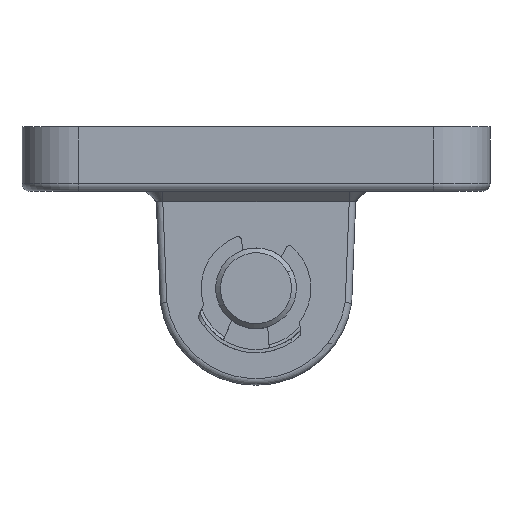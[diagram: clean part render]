
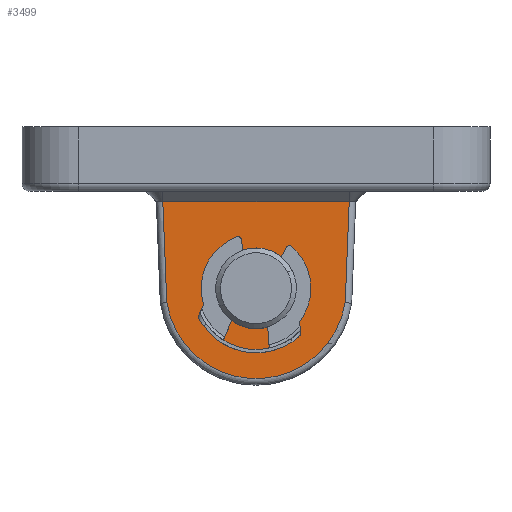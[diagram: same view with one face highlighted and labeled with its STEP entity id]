
A CAD part, front view. The second image highlights one B-rep face of the part: STEP entity #3499.
In plain terms, the highlighted planar face has unit normal (0, -1, 0).
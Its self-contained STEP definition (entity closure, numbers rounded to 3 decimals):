
#670 = VERTEX_POINT ( 'NONE', #793 ) ;
#673 = VERTEX_POINT ( 'NONE', #795 ) ;
#678 = VERTEX_POINT ( 'NONE', #798 ) ;
#679 = VERTEX_POINT ( 'NONE', #799 ) ;
#793 = CARTESIAN_POINT ( 'NONE',  ( 44.853, 7.5, -34.433 ) ) ;
#795 = CARTESIAN_POINT ( 'NONE',  ( 43.624, 7.5, -3.125 ) ) ;
#798 = CARTESIAN_POINT ( 'NONE',  ( 100.147, 7.5, -34.433 ) ) ;
#799 = CARTESIAN_POINT ( 'NONE',  ( 101.376, 7.5, -3.125 ) ) ;
#1313 = EDGE_LOOP ( 'NONE', ( #4197, #4196 ) ) ;
#1316 = EDGE_LOOP ( 'NONE', ( #4201, #4200, #4199, #4198 ) ) ;
#1449 = CARTESIAN_POINT ( 'NONE',  ( 72.5, 7.5, -30. ) ) ;
#1455 = PLANE ( 'NONE',  #6392 ) ;
#1456 = DIRECTION ( 'NONE',  ( 0., 1., 0. ) ) ;
#1457 = DIRECTION ( 'NONE',  ( 0., 0., 1. ) ) ;
#2142 = EDGE_CURVE ( 'NONE', #5810, #5812, #2710, .T. ) ;
#2254 = EDGE_CURVE ( 'NONE', #5812, #5810, #2883, .T. ) ;
#2265 = EDGE_CURVE ( 'NONE', #673, #670, #2897, .T. ) ;
#2266 = EDGE_CURVE ( 'NONE', #679, #673, #2901, .T. ) ;
#2267 = EDGE_CURVE ( 'NONE', #678, #679, #2905, .T. ) ;
#2268 = EDGE_CURVE ( 'NONE', #670, #678, #2909, .T. ) ;
#2710 = CIRCLE ( 'NONE', #6194, 12.5 ) ;
#2883 = CIRCLE ( 'NONE', #6229, 12.5 ) ;
#2897 = LINE ( 'NONE', #4393, #2899 ) ;
#2899 = VECTOR ( 'NONE', #4394, 1000. ) ;
#2901 = LINE ( 'NONE', #4387, #2903 ) ;
#2903 = VECTOR ( 'NONE', #4396, 1000. ) ;
#2905 = LINE ( 'NONE', #4397, #2906 ) ;
#2906 = VECTOR ( 'NONE', #4398, 1000. ) ;
#2909 = CIRCLE ( 'NONE', #6239, 28. ) ;
#3499 = ADVANCED_FACE ( 'NONE', ( #5487, #5484 ), #1455, .F. ) ;
#3845 = CARTESIAN_POINT ( 'NONE',  ( 72.5, 7.5, -42.5 ) ) ;
#3847 = CARTESIAN_POINT ( 'NONE',  ( 72.5, 7.5, -17.5 ) ) ;
#4196 = ORIENTED_EDGE ( 'NONE', *, *, #2254, .T. ) ;
#4197 = ORIENTED_EDGE ( 'NONE', *, *, #2142, .T. ) ;
#4198 = ORIENTED_EDGE ( 'NONE', *, *, #2268, .T. ) ;
#4199 = ORIENTED_EDGE ( 'NONE', *, *, #2265, .T. ) ;
#4200 = ORIENTED_EDGE ( 'NONE', *, *, #2266, .T. ) ;
#4201 = ORIENTED_EDGE ( 'NONE', *, *, #2267, .T. ) ;
#4364 = CARTESIAN_POINT ( 'NONE',  ( 72.5, 7.5, -30. ) ) ;
#4368 = DIRECTION ( 'NONE',  ( 0., 1., 0. ) ) ;
#4369 = DIRECTION ( 'NONE',  ( 0., 0., 1. ) ) ;
#4387 = CARTESIAN_POINT ( 'NONE',  ( 72.5, 7.5, -3.125 ) ) ;
#4393 = CARTESIAN_POINT ( 'NONE',  ( 44.722, 7.5, -31.09 ) ) ;
#4394 = DIRECTION ( 'NONE',  ( 0.039, 0., -0.999 ) ) ;
#4395 = CARTESIAN_POINT ( 'NONE',  ( 72.5, 7.5, -30. ) ) ;
#4396 = DIRECTION ( 'NONE',  ( -1., 0., 0. ) ) ;
#4397 = CARTESIAN_POINT ( 'NONE',  ( 100.278, 7.5, -31.09 ) ) ;
#4398 = DIRECTION ( 'NONE',  ( 0.039, 0., 0.999 ) ) ;
#4400 = DIRECTION ( 'NONE',  ( 0., -1., 0. ) ) ;
#4401 = DIRECTION ( 'NONE',  ( 0., 0., 1. ) ) ;
#4679 = CARTESIAN_POINT ( 'NONE',  ( 72.5, 7.5, -30. ) ) ;
#4680 = DIRECTION ( 'NONE',  ( 0., 1., 0. ) ) ;
#4681 = DIRECTION ( 'NONE',  ( 0., 0., 1. ) ) ;
#5484 = FACE_BOUND ( 'NONE', #1313, .T. ) ;
#5487 = FACE_OUTER_BOUND ( 'NONE', #1316, .T. ) ;
#5810 = VERTEX_POINT ( 'NONE', #3845 ) ;
#5812 = VERTEX_POINT ( 'NONE', #3847 ) ;
#6194 = AXIS2_PLACEMENT_3D ( 'NONE', #4679, #4680, #4681 ) ;
#6229 = AXIS2_PLACEMENT_3D ( 'NONE', #4364, #4368, #4369 ) ;
#6239 = AXIS2_PLACEMENT_3D ( 'NONE', #4395, #4400, #4401 ) ;
#6392 = AXIS2_PLACEMENT_3D ( 'NONE', #1449, #1456, #1457 ) ;
